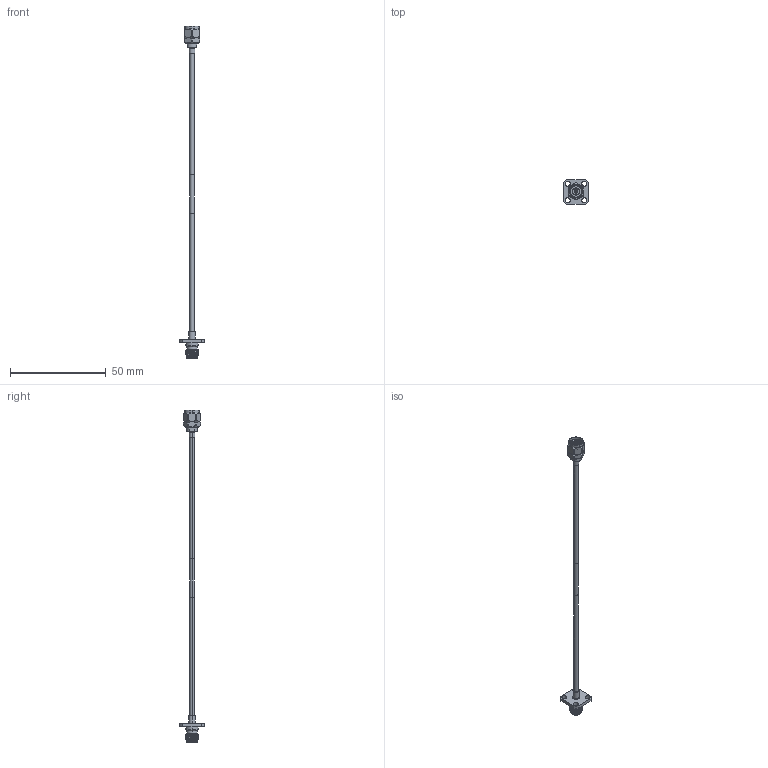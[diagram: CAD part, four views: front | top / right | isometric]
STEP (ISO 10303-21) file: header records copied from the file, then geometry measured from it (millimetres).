
FILE_DESCRIPTION (( 'STEP AP214' ), '1' );
FILE_NAME ('FMCA100333_3D.step', '2025-11-11T18:13:42', ( '' ), ( '' ), 'SwSTEP 2.0', 'SolidWorks 2025', '' );
FILE_SCHEMA (( 'AUTOMOTIVE_DESIGN' ));
Length unit declared in the file: inch
Products named in the file (4): PE45413; PE-SR405FL_WITH LABEL; FMCA100333_3D; PE44904
Assembly tree (3 placements, depth 2):
  FMCA100333_3D
    PE-SR405FL_WITH LABEL
    PE45413
    PE44904
Bounding box: 12.7 x 12.7 x 173.48 mm (x, y, z)
Volume: 1315.3 mm3; surface area: 2571.6 mm2
Topology: 5 solids, 5 shells, 218 faces, 529 edges, 341 vertices
Faces by surface type: cylinder 115, plane 59, cone 32, torus 6, bspline 6
Entity records: 10106 total; most frequent: CARTESIAN_POINT 4898, DIRECTION 1070, ORIENTED_EDGE 1058, EDGE_CURVE 529, AXIS2_PLACEMENT_3D 440, VERTEX_POINT 341, EDGE_LOOP 258, CIRCLE 222
